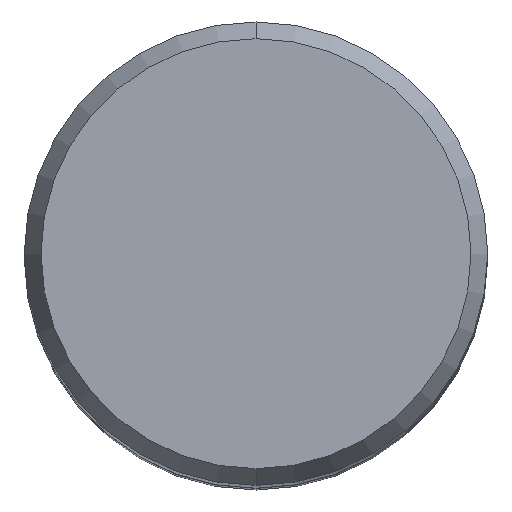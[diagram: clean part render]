
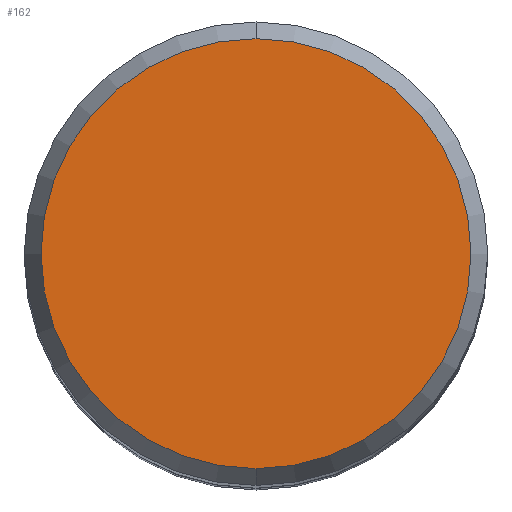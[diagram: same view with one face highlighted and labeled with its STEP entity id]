
A CAD part, top view. The second image highlights one B-rep face of the part: STEP entity #162.
In plain terms, the highlighted planar face has unit normal (0, 0, 1).
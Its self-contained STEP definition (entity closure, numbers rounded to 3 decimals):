
#132=EDGE_CURVE('',#280,#248,#321,.T.);
#162=ADVANCED_FACE('',(#354),#355,.T.);
#164=EDGE_CURVE('',#248,#280,#357,.T.);
#248=VERTEX_POINT('',#456);
#280=VERTEX_POINT('',#493);
#321=CIRCLE('',#534,7.423);
#354=FACE_OUTER_BOUND('',#579,.T.);
#355=PLANE('',#580);
#357=CIRCLE('',#583,7.423);
#456=CARTESIAN_POINT('',(0.0,7.423,0.01));
#493=CARTESIAN_POINT('',(0.,-7.423,0.01));
#534=AXIS2_PLACEMENT_3D('',#767,#768,#769);
#579=EDGE_LOOP('',(#810,#811));
#580=AXIS2_PLACEMENT_3D('',#812,#813,#814);
#583=AXIS2_PLACEMENT_3D('',#815,#816,#817);
#767=CARTESIAN_POINT('',(0.0,0.0,0.01));
#768=DIRECTION('',(0.0,0.0,-1.0));
#769=DIRECTION('',(0.0,1.0,0.0));
#810=ORIENTED_EDGE('',*,*,#164,.F.);
#811=ORIENTED_EDGE('',*,*,#132,.F.);
#812=CARTESIAN_POINT('',(0.0,3.711,0.01));
#813=DIRECTION('',(-0.0,0.0,1.0));
#814=DIRECTION('',(0.0,-1.0,0.0));
#815=CARTESIAN_POINT('',(0.0,0.0,0.01));
#816=DIRECTION('',(0.0,0.0,-1.0));
#817=DIRECTION('',(0.0,1.0,0.0));
